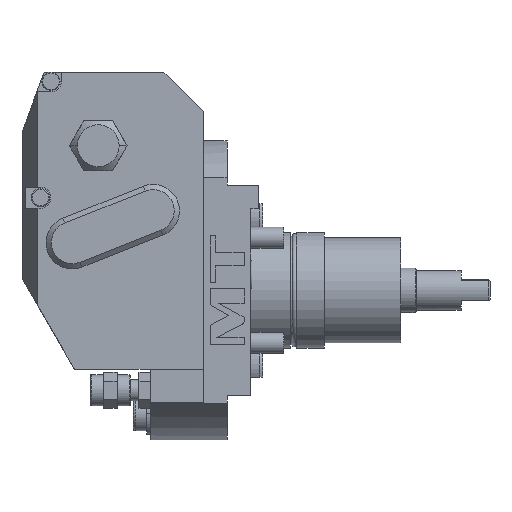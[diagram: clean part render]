
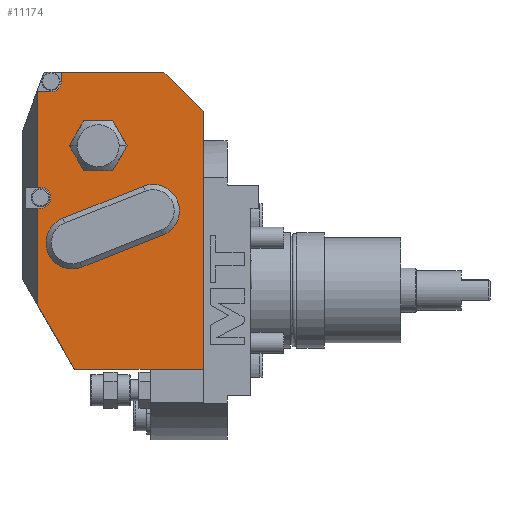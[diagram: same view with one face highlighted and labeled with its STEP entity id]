
A CAD part, front view. The second image highlights one B-rep face of the part: STEP entity #11174.
In plain terms, the highlighted planar face has unit normal (0, -1, 0).
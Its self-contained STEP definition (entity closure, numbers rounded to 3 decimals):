
#59=DIRECTION('',(-1.,0.,0.));
#60=VECTOR('',#59,49.);
#61=CARTESIAN_POINT('',(-18.,-67.,-30.));
#62=LINE('',#61,#60);
#85=DIRECTION('',(0.,0.,-1.));
#86=VECTOR('',#85,98.);
#87=CARTESIAN_POINT('',(-18.,-67.,68.));
#88=LINE('',#87,#86);
#101=DIRECTION('',(-0.707,0.,0.707));
#102=VECTOR('',#101,21.213);
#103=CARTESIAN_POINT('',(-18.,-67.,68.));
#104=LINE('',#103,#102);
#113=DIRECTION('',(1.,0.,0.));
#114=VECTOR('',#113,39.);
#115=CARTESIAN_POINT('',(-72.,-67.,83.));
#116=LINE('',#115,#114);
#173=DIRECTION('',(-0.5,0.,0.866));
#174=VECTOR('',#173,28.);
#175=CARTESIAN_POINT('',(-67.,-67.,-30.));
#176=LINE('',#175,#174);
#3983=DIRECTION('',(0.,0.,-1.));
#3984=VECTOR('',#3983,37.001);
#3985=CARTESIAN_POINT('',(-81.,-67.,31.25));
#3986=LINE('',#3985,#3984);
#3987=DIRECTION('',(1.,0.,0.));
#3988=VECTOR('',#3987,1.);
#3989=CARTESIAN_POINT('',(-81.,-67.,31.25));
#3990=LINE('',#3989,#3988);
#3991=CARTESIAN_POINT('',(-80.,-67.,35.25));
#3992=DIRECTION('',(0.,-1.,0.));
#3993=DIRECTION('',(0.,0.,-1.));
#3994=AXIS2_PLACEMENT_3D('',#3991,#3992,#3993);
#3996=DIRECTION('',(1.,0.,0.));
#3997=VECTOR('',#3996,1.);
#3998=CARTESIAN_POINT('',(-81.,-67.,39.25));
#3999=LINE('',#3998,#3997);
#4000=DIRECTION('',(0.,0.,-1.));
#4001=VECTOR('',#4000,36.25);
#4002=CARTESIAN_POINT('',(-81.,-67.,75.5));
#4003=LINE('',#4002,#4001);
#4004=DIRECTION('',(1.,0.,0.));
#4005=VECTOR('',#4004,5.);
#4006=CARTESIAN_POINT('',(-81.,-67.,75.5));
#4007=LINE('',#4006,#4005);
#4008=DIRECTION('',(0.,0.,-1.));
#4009=VECTOR('',#4008,3.5);
#4010=CARTESIAN_POINT('',(-72.,-67.,83.));
#4011=LINE('',#4010,#4009);
#4012=CARTESIAN_POINT('',(-67.874,-67.,18.123));
#4013=DIRECTION('',(0.,1.,0.));
#4014=DIRECTION('',(0.368,0.,-0.93));
#4015=AXIS2_PLACEMENT_3D('',#4012,#4013,#4014);
#4017=DIRECTION('',(-0.93,0.,-0.368));
#4018=VECTOR('',#4017,33.069);
#4019=CARTESIAN_POINT('',(-33.445,-67.,20.987));
#4020=LINE('',#4019,#4018);
#4021=CARTESIAN_POINT('',(-37.123,-67.,30.286));
#4022=DIRECTION('',(0.,1.,0.));
#4023=DIRECTION('',(-0.368,0.,0.93));
#4024=AXIS2_PLACEMENT_3D('',#4021,#4022,#4023);
#4026=DIRECTION('',(0.93,0.,0.368));
#4027=VECTOR('',#4026,33.069);
#4028=CARTESIAN_POINT('',(-71.552,-67.,27.422));
#4029=LINE('',#4028,#4027);
#4115=CARTESIAN_POINT('',(-76.,-67.,79.5));
#4116=DIRECTION('',(0.,1.,0.));
#4117=DIRECTION('',(1.,0.,0.));
#4118=AXIS2_PLACEMENT_3D('',#4115,#4116,#4117);
#4129=CARTESIAN_POINT('',(-58.,-67.,55.));
#4130=DIRECTION('',(0.,1.,0.));
#4131=DIRECTION('',(-1.,0.,0.));
#4132=AXIS2_PLACEMENT_3D('',#4129,#4130,#4131);
#4134=CARTESIAN_POINT('',(-58.,-67.,55.));
#4135=DIRECTION('',(0.,1.,0.));
#4136=DIRECTION('',(1.,0.,0.));
#4137=AXIS2_PLACEMENT_3D('',#4134,#4135,#4136);
#5580=CARTESIAN_POINT('',(-64.196,-67.,8.824));
#5581=CARTESIAN_POINT('',(-71.552,-67.,27.422));
#5582=VERTEX_POINT('',#5580);
#5583=VERTEX_POINT('',#5581);
#5584=CARTESIAN_POINT('',(-40.801,-67.,39.585));
#5585=VERTEX_POINT('',#5584);
#5586=CARTESIAN_POINT('',(-33.445,-67.,20.987));
#5587=VERTEX_POINT('',#5586);
#5588=CARTESIAN_POINT('',(-18.,-67.,-30.));
#5589=CARTESIAN_POINT('',(-67.,-67.,-30.));
#5590=VERTEX_POINT('',#5588);
#5591=VERTEX_POINT('',#5589);
#5592=CARTESIAN_POINT('',(-18.,-67.,68.));
#5593=VERTEX_POINT('',#5592);
#5594=CARTESIAN_POINT('',(-33.,-67.,83.));
#5595=VERTEX_POINT('',#5594);
#5612=CARTESIAN_POINT('',(-72.,-67.,83.));
#5614=VERTEX_POINT('',#5612);
#5616=CARTESIAN_POINT('',(-72.,-67.,79.5));
#5617=VERTEX_POINT('',#5616);
#5625=CARTESIAN_POINT('',(-81.,-67.,-5.751));
#5627=VERTEX_POINT('',#5625);
#5629=CARTESIAN_POINT('',(-81.,-67.,75.5));
#5631=VERTEX_POINT('',#5629);
#5632=CARTESIAN_POINT('',(-76.,-67.,75.5));
#5633=VERTEX_POINT('',#5632);
#5636=CARTESIAN_POINT('',(-81.,-67.,31.25));
#5637=VERTEX_POINT('',#5636);
#5638=CARTESIAN_POINT('',(-81.,-67.,39.25));
#5639=VERTEX_POINT('',#5638);
#5641=CARTESIAN_POINT('',(-80.,-67.,39.25));
#5643=VERTEX_POINT('',#5641);
#5645=CARTESIAN_POINT('',(-80.,-67.,31.25));
#5647=VERTEX_POINT('',#5645);
#6027=CARTESIAN_POINT('',(-64.,-67.,55.));
#6028=CARTESIAN_POINT('',(-52.,-67.,55.));
#6029=VERTEX_POINT('',#6027);
#6030=VERTEX_POINT('',#6028);
#11134=CARTESIAN_POINT('',(-48.5,-67.,0.));
#11135=DIRECTION('',(0.,-1.,0.));
#11136=DIRECTION('',(0.,0.,1.));
#11137=AXIS2_PLACEMENT_3D('',#11134,#11135,#11136);
#11138=PLANE('',#11137);
#11139=ORIENTED_EDGE('',*,*,#6418,.T.);
#11140=ORIENTED_EDGE('',*,*,#11013,.F.);
#11142=ORIENTED_EDGE('',*,*,#11141,.T.);
#11144=ORIENTED_EDGE('',*,*,#11143,.T.);
#11146=ORIENTED_EDGE('',*,*,#11145,.F.);
#11147=ORIENTED_EDGE('',*,*,#11005,.F.);
#11148=ORIENTED_EDGE('',*,*,#11029,.T.);
#11150=ORIENTED_EDGE('',*,*,#11149,.F.);
#11151=ORIENTED_EDGE('',*,*,#11126,.F.);
#11152=ORIENTED_EDGE('',*,*,#6356,.T.);
#11153=ORIENTED_EDGE('',*,*,#6339,.F.);
#11154=ORIENTED_EDGE('',*,*,#6322,.T.);
#11155=ORIENTED_EDGE('',*,*,#6296,.T.);
#11156=EDGE_LOOP('',(#11139,#11140,#11142,#11144,#11146,#11147,#11148,#11150,
#11151,#11152,#11153,#11154,#11155));
#11157=FACE_OUTER_BOUND('',#11156,.F.);
#11159=ORIENTED_EDGE('',*,*,#11158,.F.);
#11161=ORIENTED_EDGE('',*,*,#11160,.F.);
#11162=EDGE_LOOP('',(#11159,#11161));
#11163=FACE_BOUND('',#11162,.F.);
#11165=ORIENTED_EDGE('',*,*,#11164,.F.);
#11167=ORIENTED_EDGE('',*,*,#11166,.F.);
#11169=ORIENTED_EDGE('',*,*,#11168,.F.);
#11171=ORIENTED_EDGE('',*,*,#11170,.F.);
#11172=EDGE_LOOP('',(#11165,#11167,#11169,#11171));
#11173=FACE_BOUND('',#11172,.F.);
#11174=ADVANCED_FACE('',(#11157,#11163,#11173),#11138,.T.);
#3995=CIRCLE('',#3994,4.);
#4016=CIRCLE('',#4015,10.);
#4025=CIRCLE('',#4024,10.);
#4119=CIRCLE('',#4118,4.);
#4133=CIRCLE('',#4132,6.);
#4138=CIRCLE('',#4137,6.);
#6296=EDGE_CURVE('',#5590,#5591,#62,.T.);
#6322=EDGE_CURVE('',#5593,#5590,#88,.T.);
#6339=EDGE_CURVE('',#5593,#5595,#104,.T.);
#6356=EDGE_CURVE('',#5614,#5595,#116,.T.);
#6418=EDGE_CURVE('',#5591,#5627,#176,.T.);
#11005=EDGE_CURVE('',#5631,#5639,#4003,.T.);
#11013=EDGE_CURVE('',#5637,#5627,#3986,.T.);
#11029=EDGE_CURVE('',#5631,#5633,#4007,.T.);
#11126=EDGE_CURVE('',#5614,#5617,#4011,.T.);
#11141=EDGE_CURVE('',#5637,#5647,#3990,.T.);
#11143=EDGE_CURVE('',#5647,#5643,#3995,.T.);
#11145=EDGE_CURVE('',#5639,#5643,#3999,.T.);
#11149=EDGE_CURVE('',#5617,#5633,#4119,.T.);
#11158=EDGE_CURVE('',#6029,#6030,#4133,.T.);
#11160=EDGE_CURVE('',#6030,#6029,#4138,.T.);
#11164=EDGE_CURVE('',#5582,#5583,#4016,.T.);
#11166=EDGE_CURVE('',#5587,#5582,#4020,.T.);
#11168=EDGE_CURVE('',#5585,#5587,#4025,.T.);
#11170=EDGE_CURVE('',#5583,#5585,#4029,.T.);
